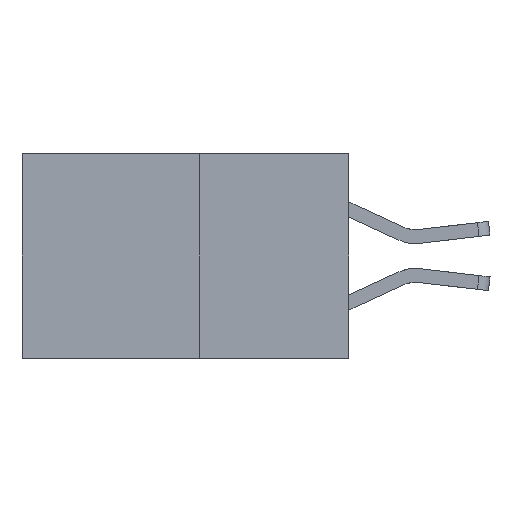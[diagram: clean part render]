
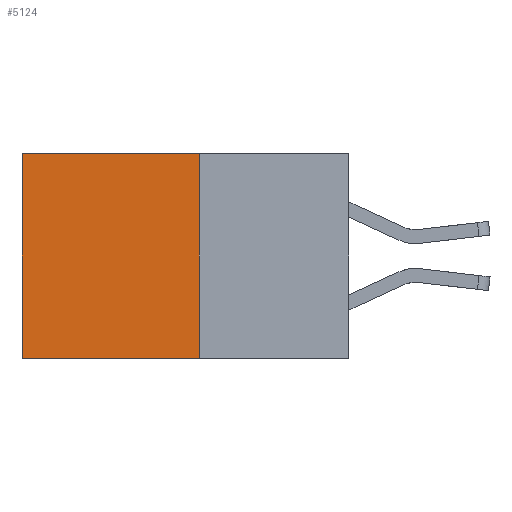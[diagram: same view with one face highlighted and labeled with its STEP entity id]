
A CAD part, left-side view. The second image highlights one B-rep face of the part: STEP entity #5124.
In plain terms, the highlighted planar face has unit normal (-1, 0, 0).
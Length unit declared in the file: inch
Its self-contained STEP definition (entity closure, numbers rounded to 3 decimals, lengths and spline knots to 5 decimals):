
#1294 = CARTESIAN_POINT ( 'NONE',  ( 0.277, 0.59, -0.37 ) ) ;
#1329 = VERTEX_POINT ( 'NONE', #9289 ) ;
#2006 = VERTEX_POINT ( 'NONE', #3335 ) ;
#2199 = ORIENTED_EDGE ( 'NONE', *, *, #9044, .T. ) ;
#2415 = DIRECTION ( 'NONE',  ( 0., 1., 0. ) ) ;
#2542 = CARTESIAN_POINT ( 'NONE',  ( 0.277, 0.27, 0. ) ) ;
#2789 = VECTOR ( 'NONE', #4973, 39.37008 ) ;
#2815 = ORIENTED_EDGE ( 'NONE', *, *, #11377, .F. ) ;
#2938 = ORIENTED_EDGE ( 'NONE', *, *, #9496, .F. ) ;
#3154 = LINE ( 'NONE', #12239, #10503 ) ;
#3335 = CARTESIAN_POINT ( 'NONE',  ( 0.277, 0.59, 0. ) ) ;
#3586 = ORIENTED_EDGE ( 'NONE', *, *, #8302, .T. ) ;
#4020 = AXIS2_PLACEMENT_3D ( 'NONE', #11776, #11605, #11578 ) ;
#4973 = DIRECTION ( 'NONE',  ( 0., 1., 0. ) ) ;
#5124 = ADVANCED_FACE ( 'NONE', ( #6300 ), #11613, .F. ) ;
#5723 = LINE ( 'NONE', #2542, #6016 ) ;
#6016 = VECTOR ( 'NONE', #2415, 39.37008 ) ;
#6300 = FACE_OUTER_BOUND ( 'NONE', #11673, .T. ) ;
#7510 = DIRECTION ( 'NONE',  ( 0., 0., -1. ) ) ;
#7562 = CARTESIAN_POINT ( 'NONE',  ( 0.277, 0.27, -0.37 ) ) ;
#8302 = EDGE_CURVE ( 'NONE', #1329, #2006, #5723, .T. ) ;
#8475 = VECTOR ( 'NONE', #7510, 39.37008 ) ;
#8733 = LINE ( 'NONE', #11962, #2789 ) ;
#9044 = EDGE_CURVE ( 'NONE', #2006, #9945, #3154, .T. ) ;
#9289 = CARTESIAN_POINT ( 'NONE',  ( 0.277, 0.27, 0. ) ) ;
#9496 = EDGE_CURVE ( 'NONE', #1329, #12181, #11123, .T. ) ;
#9945 = VERTEX_POINT ( 'NONE', #1294 ) ;
#10503 = VECTOR ( 'NONE', #11958, 39.37008 ) ;
#11123 = LINE ( 'NONE', #7562, #8475 ) ;
#11377 = EDGE_CURVE ( 'NONE', #12181, #9945, #8733, .T. ) ;
#11578 = DIRECTION ( 'NONE',  ( 0., 0., -1. ) ) ;
#11605 = DIRECTION ( 'NONE',  ( 1., 0., 0. ) ) ;
#11613 = PLANE ( 'NONE',  #4020 ) ;
#11673 = EDGE_LOOP ( 'NONE', ( #2199, #2815, #2938, #3586 ) ) ;
#11776 = CARTESIAN_POINT ( 'NONE',  ( 0.277, 0.27, -0.37 ) ) ;
#11958 = DIRECTION ( 'NONE',  ( 0., 0., -1. ) ) ;
#11962 = CARTESIAN_POINT ( 'NONE',  ( 0.277, 0.27, -0.37 ) ) ;
#12112 = CARTESIAN_POINT ( 'NONE',  ( 0.277, 0.27, -0.37 ) ) ;
#12181 = VERTEX_POINT ( 'NONE', #12112 ) ;
#12239 = CARTESIAN_POINT ( 'NONE',  ( 0.277, 0.59, -0.37 ) ) ;
